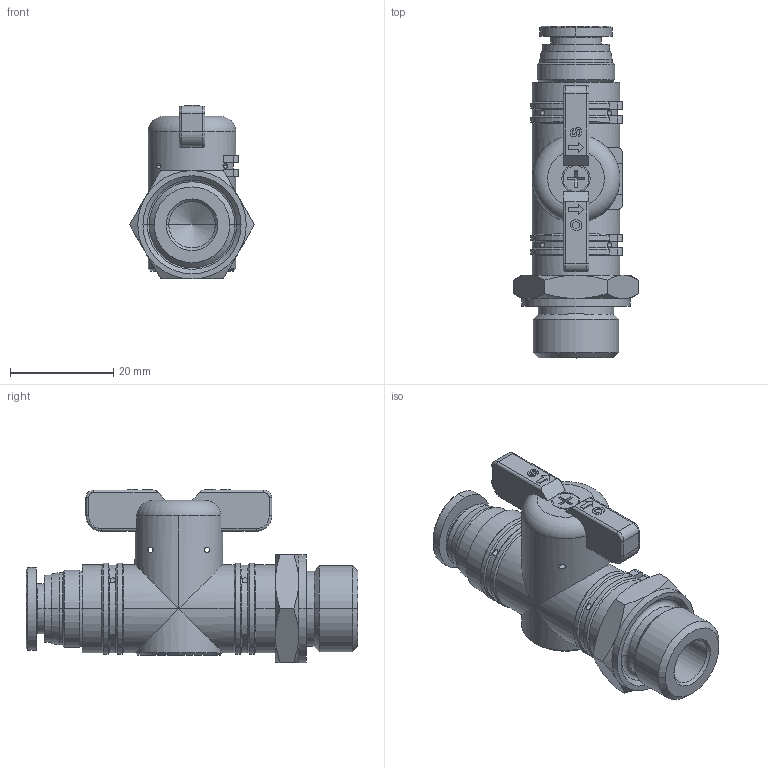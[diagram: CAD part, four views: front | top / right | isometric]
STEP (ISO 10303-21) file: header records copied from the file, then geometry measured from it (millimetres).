
FILE_DESCRIPTION((''),'2;1');
FILE_NAME('BC2006G03-mdt.stp','2017-07-24T18:46:26',(''),(''),'Mechanical Desktop 2009','Mechanical Desktop 2009',', , ');
FILE_SCHEMA(('CONFIG_CONTROL_DESIGN'));
Length unit declared in the file: millimetre
Products named in the file (14): BC2006G03-MDT; PART1; GE3SCREW_1; BL 20-03; ~~~PART1; 20-R01; 20-R02; BC8-20; COLLAR-08C; BOLT-M3; BC6-20; COLLAR-06C; HA; HANDLE-20
Assembly tree (14 placements, depth 3):
  BC2006G03-MDT
    PART1
    GE3SCREW_1
    BL 20-03
      ~~~PART1
    20-R01
    20-R02
    BC8-20
      COLLAR-08C
    BOLT-M3
    BC6-20
      COLLAR-06C
    HA  x2
    HANDLE-20
Bounding box: 24.25 x 64.3 x 33.7 mm (x, y, z)
Volume: 18684 mm3; surface area: 7867.5 mm2
Topology: 3 solids, 3 shells, 398 faces, 1043 edges, 670 vertices
Faces by surface type: plane 227, cylinder 102, cone 50, torus 14, bspline 5
Entity records: 13679 total; most frequent: CARTESIAN_POINT 3677, ORIENTED_EDGE 2078, DIRECTION 2002, EDGE_CURVE 1039, VERTEX_POINT 670, VECTOR 668, LINE 668, AXIS2_PLACEMENT_3D 667
